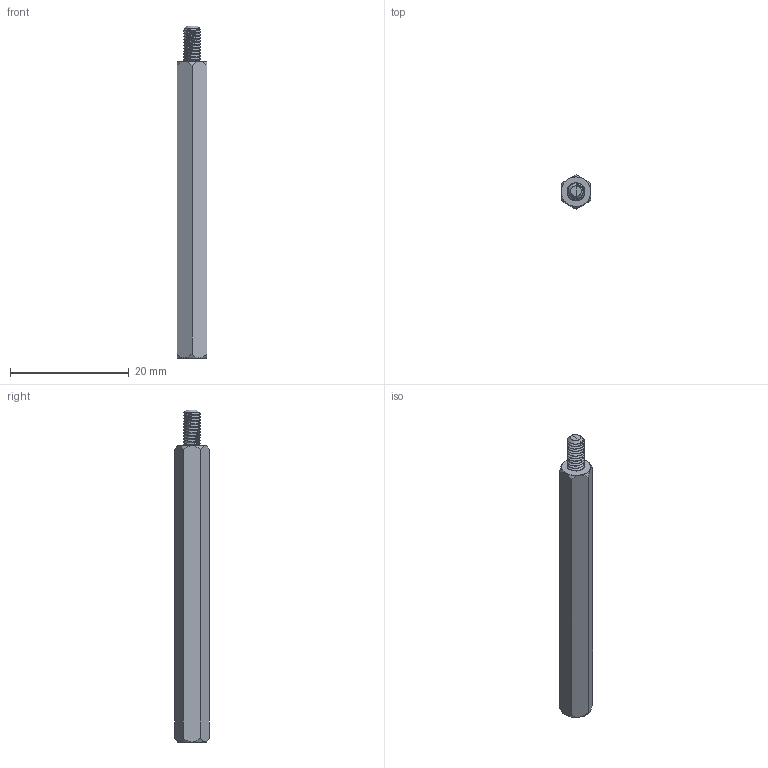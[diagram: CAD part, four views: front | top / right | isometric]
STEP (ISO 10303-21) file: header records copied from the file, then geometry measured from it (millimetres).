
FILE_DESCRIPTION(/* description */ (''),/* implementation_level */ '2;1');
FILE_NAME(/* name */ 'HE3A88~1',/* time_stamp */ '2015-10-30T21:28:14+01:00',/* author */ (''),/* organization */ (''),/* preprocessor_version */ 'ST-DEVELOPER v14',/* originating_system */ '',/* authorisation */ '');
FILE_SCHEMA (('AUTOMOTIVE_DESIGN'));
Length unit declared in the file: millimetre
Products named in the file (1): Document
Bounding box: 5 x 5.77 x 56 mm (x, y, z)
Surface area: 1144.7 mm2 (no closed solid volume)
Topology: 0 solids, 4 shells, 44 faces, 110 edges, 65 vertices
Faces by surface type: bspline 36, plane 8
Entity records: 23342 total; most frequent: CARTESIAN_POINT 22670, ORIENTED_EDGE 194, EDGE_CURVE 104, B_SPLINE_CURVE_WITH_KNOTS 75, VERTEX_POINT 65, EDGE_LOOP 45, ADVANCED_FACE 44, FACE_OUTER_BOUND 44
